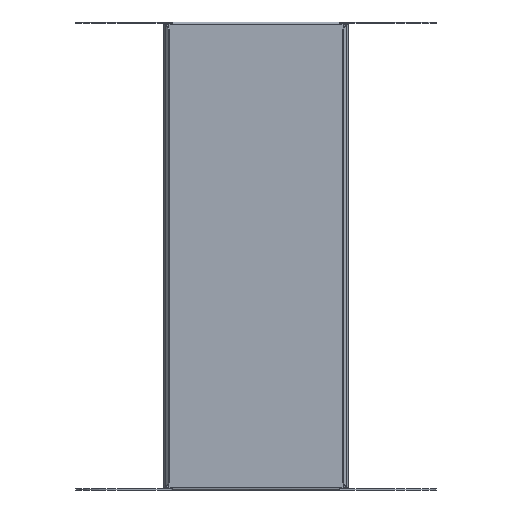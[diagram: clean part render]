
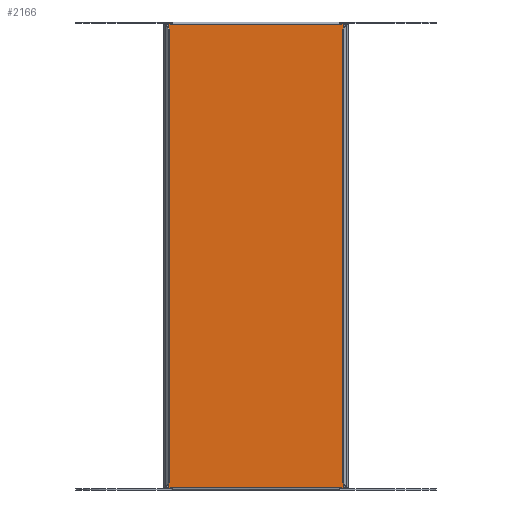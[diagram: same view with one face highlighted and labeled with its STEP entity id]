
A CAD part, front view. The second image highlights one B-rep face of the part: STEP entity #2166.
In plain terms, the highlighted planar face has unit normal (0, -1, 0).
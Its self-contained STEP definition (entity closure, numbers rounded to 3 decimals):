
#358=DIRECTION('',(-1.,0.,0.));
#359=VECTOR('',#358,180.999);
#360=CARTESIAN_POINT('',(90.5,0.,-247.75));
#361=LINE('',#360,#359);
#366=CARTESIAN_POINT('',(-90.5,0.,-247.75));
#379=CARTESIAN_POINT('',(-91.75,0.,-250.75));
#380=DIRECTION('',(0.,1.,0.));
#381=DIRECTION('',(0.,0.,1.));
#382=AXIS2_PLACEMENT_3D('',#379,#380,#381);
#384=DIRECTION('',(1.,0.,0.));
#385=VECTOR('',#384,1.5);
#386=CARTESIAN_POINT('',(-93.25,0.,-247.5));
#387=LINE('',#386,#385);
#388=DIRECTION('',(-1.,0.,0.));
#389=VECTOR('',#388,1.5);
#390=CARTESIAN_POINT('',(-91.75,0.,247.5));
#391=LINE('',#390,#389);
#392=CARTESIAN_POINT('',(-91.75,0.,250.75));
#393=DIRECTION('',(0.,1.,0.));
#394=DIRECTION('',(0.385,0.,-0.923));
#395=AXIS2_PLACEMENT_3D('',#392,#393,#394);
#397=CARTESIAN_POINT('',(91.75,0.,250.75));
#398=DIRECTION('',(0.,1.,0.));
#399=DIRECTION('',(0.,0.,-1.));
#400=AXIS2_PLACEMENT_3D('',#397,#398,#399);
#402=DIRECTION('',(-1.,0.,0.));
#403=VECTOR('',#402,1.5);
#404=CARTESIAN_POINT('',(93.25,0.,247.5));
#405=LINE('',#404,#403);
#406=DIRECTION('',(1.,0.,0.));
#407=VECTOR('',#406,1.5);
#408=CARTESIAN_POINT('',(91.75,0.,-247.5));
#409=LINE('',#408,#407);
#410=CARTESIAN_POINT('',(91.75,0.,-250.75));
#411=DIRECTION('',(0.,1.,0.));
#412=DIRECTION('',(-0.385,0.,0.923));
#413=AXIS2_PLACEMENT_3D('',#410,#411,#412);
#575=DIRECTION('',(0.,0.,-1.));
#576=VECTOR('',#575,495.);
#577=CARTESIAN_POINT('',(93.25,0.,247.5));
#578=LINE('',#577,#576);
#652=DIRECTION('',(1.,0.,0.));
#653=VECTOR('',#652,180.999);
#654=CARTESIAN_POINT('',(-90.5,0.,247.75));
#655=LINE('',#654,#653);
#872=DIRECTION('',(0.,0.,1.));
#873=VECTOR('',#872,495.);
#874=CARTESIAN_POINT('',(-93.25,0.,-247.5));
#875=LINE('',#874,#873);
#1232=CARTESIAN_POINT('',(91.75,0.,247.5));
#1234=VERTEX_POINT('',#1232);
#1237=CARTESIAN_POINT('',(-90.5,0.,247.75));
#1239=VERTEX_POINT('',#1237);
#1268=CARTESIAN_POINT('',(-93.25,0.,-247.5));
#1269=CARTESIAN_POINT('',(-93.25,0.,247.5));
#1270=VERTEX_POINT('',#1268);
#1271=VERTEX_POINT('',#1269);
#1285=CARTESIAN_POINT('',(93.25,0.,247.5));
#1287=VERTEX_POINT('',#1285);
#1305=VERTEX_POINT('',#366);
#1364=CARTESIAN_POINT('',(90.5,0.,-247.75));
#1365=VERTEX_POINT('',#1364);
#1402=CARTESIAN_POINT('',(91.75,0.,-247.5));
#1403=CARTESIAN_POINT('',(93.25,0.,-247.5));
#1404=VERTEX_POINT('',#1402);
#1405=VERTEX_POINT('',#1403);
#1412=CARTESIAN_POINT('',(90.5,0.,247.75));
#1414=VERTEX_POINT('',#1412);
#1432=CARTESIAN_POINT('',(-91.75,0.,247.5));
#1433=VERTEX_POINT('',#1432);
#1470=CARTESIAN_POINT('',(-91.75,0.,-247.5));
#1471=VERTEX_POINT('',#1470);
#2136=CARTESIAN_POINT('',(-192.5,0.,250.));
#2137=DIRECTION('',(0.,-1.,0.));
#2138=DIRECTION('',(0.,0.,-1.));
#2139=AXIS2_PLACEMENT_3D('',#2136,#2137,#2138);
#2140=PLANE('',#2139);
#2141=ORIENTED_EDGE('',*,*,#2127,.T.);
#2143=ORIENTED_EDGE('',*,*,#2142,.F.);
#2145=ORIENTED_EDGE('',*,*,#2144,.F.);
#2147=ORIENTED_EDGE('',*,*,#2146,.T.);
#2149=ORIENTED_EDGE('',*,*,#2148,.F.);
#2151=ORIENTED_EDGE('',*,*,#2150,.F.);
#2153=ORIENTED_EDGE('',*,*,#2152,.T.);
#2155=ORIENTED_EDGE('',*,*,#2154,.F.);
#2157=ORIENTED_EDGE('',*,*,#2156,.F.);
#2159=ORIENTED_EDGE('',*,*,#2158,.T.);
#2161=ORIENTED_EDGE('',*,*,#2160,.F.);
#2163=ORIENTED_EDGE('',*,*,#2162,.F.);
#2164=EDGE_LOOP('',(#2141,#2143,#2145,#2147,#2149,#2151,#2153,#2155,#2157,#2159,
#2161,#2163));
#2165=FACE_OUTER_BOUND('',#2164,.F.);
#2166=ADVANCED_FACE('',(#2165),#2140,.T.);
#383=CIRCLE('',#382,3.25);
#396=CIRCLE('',#395,3.25);
#401=CIRCLE('',#400,3.25);
#414=CIRCLE('',#413,3.25);
#2127=EDGE_CURVE('',#1365,#1305,#361,.T.);
#2142=EDGE_CURVE('',#1471,#1305,#383,.T.);
#2144=EDGE_CURVE('',#1270,#1471,#387,.T.);
#2146=EDGE_CURVE('',#1270,#1271,#875,.T.);
#2148=EDGE_CURVE('',#1433,#1271,#391,.T.);
#2150=EDGE_CURVE('',#1239,#1433,#396,.T.);
#2152=EDGE_CURVE('',#1239,#1414,#655,.T.);
#2154=EDGE_CURVE('',#1234,#1414,#401,.T.);
#2156=EDGE_CURVE('',#1287,#1234,#405,.T.);
#2158=EDGE_CURVE('',#1287,#1405,#578,.T.);
#2160=EDGE_CURVE('',#1404,#1405,#409,.T.);
#2162=EDGE_CURVE('',#1365,#1404,#414,.T.);
